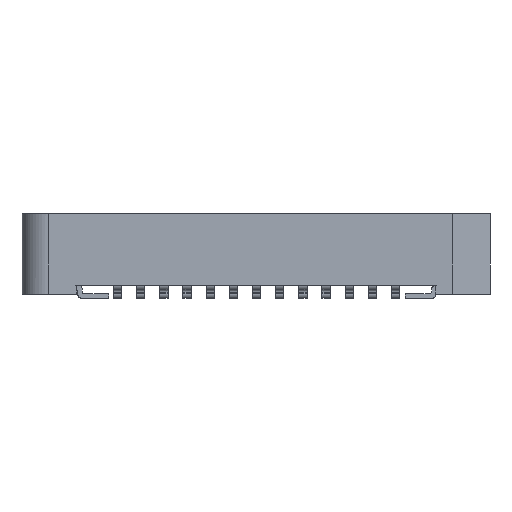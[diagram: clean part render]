
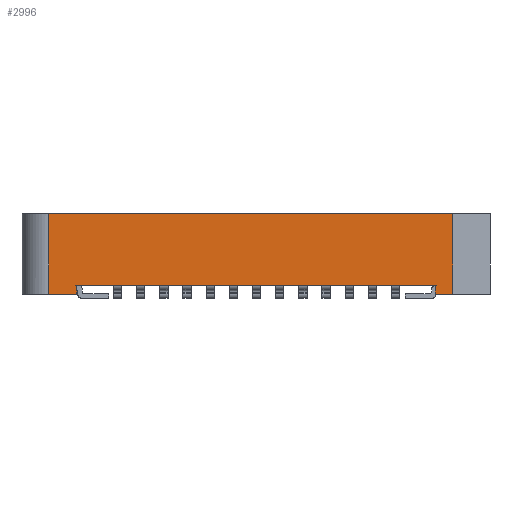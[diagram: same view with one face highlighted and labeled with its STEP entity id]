
A CAD part, front view. The second image highlights one B-rep face of the part: STEP entity #2996.
In plain terms, the highlighted planar face has unit normal (0, -1, 0).
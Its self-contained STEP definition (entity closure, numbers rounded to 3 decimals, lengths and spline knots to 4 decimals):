
#1330=PLANE('',#32813);
#2996=ADVANCED_FACE('',(#5161),#1330,.T.);
#5161=FACE_OUTER_BOUND('',#6894,.T.);
#6894=EDGE_LOOP('',(#17281,#17282,#17283,#17284,#17285,#17286,#17287,#17288));
#17281=ORIENTED_EDGE('',*,*,#25948,.T.);
#17282=ORIENTED_EDGE('',*,*,#25949,.T.);
#17283=ORIENTED_EDGE('',*,*,#25933,.T.);
#17284=ORIENTED_EDGE('',*,*,#25937,.T.);
#17285=ORIENTED_EDGE('',*,*,#25939,.T.);
#17286=ORIENTED_EDGE('',*,*,#25941,.T.);
#17287=ORIENTED_EDGE('',*,*,#25943,.T.);
#17288=ORIENTED_EDGE('',*,*,#25945,.T.);
#20745=VERTEX_POINT('',#61982);
#20746=VERTEX_POINT('',#61987);
#20747=VERTEX_POINT('',#62001);
#20748=VERTEX_POINT('',#62011);
#20749=VERTEX_POINT('',#62021);
#20750=VERTEX_POINT('',#62031);
#20751=VERTEX_POINT('',#62045);
#20752=VERTEX_POINT('',#62055);
#25933=EDGE_CURVE('',#20746,#20745,#31130,.T.);
#25937=EDGE_CURVE('',#20745,#20747,#31134,.T.);
#25939=EDGE_CURVE('',#20747,#20748,#31136,.T.);
#25941=EDGE_CURVE('',#20748,#20749,#31138,.T.);
#25943=EDGE_CURVE('',#20749,#20750,#31140,.T.);
#25945=EDGE_CURVE('',#20750,#20751,#31142,.T.);
#25948=EDGE_CURVE('',#20751,#20752,#31145,.T.);
#25949=EDGE_CURVE('',#20752,#20746,#31146,.T.);
#31130=B_SPLINE_CURVE_WITH_KNOTS('',3,(#61983,#61984,#61985,#61986),.UNSPECIFIED.,
.F.,.F.,(4,4),(0.,1.),.UNSPECIFIED.);
#31134=B_SPLINE_CURVE_WITH_KNOTS('',3,(#62002,#62003,#62004,#62005),.UNSPECIFIED.,
.F.,.F.,(4,4),(0.,1.),.UNSPECIFIED.);
#31136=B_SPLINE_CURVE_WITH_KNOTS('',3,(#62012,#62013,#62014,#62015),.UNSPECIFIED.,
.F.,.F.,(4,4),(0.,1.),.UNSPECIFIED.);
#31138=B_SPLINE_CURVE_WITH_KNOTS('',3,(#62022,#62023,#62024,#62025),.UNSPECIFIED.,
.F.,.F.,(4,4),(0.,1.),.UNSPECIFIED.);
#31140=B_SPLINE_CURVE_WITH_KNOTS('',3,(#62032,#62033,#62034,#62035),.UNSPECIFIED.,
.F.,.F.,(4,4),(0.,1.),.UNSPECIFIED.);
#31142=B_SPLINE_CURVE_WITH_KNOTS('',3,(#62041,#62042,#62043,#62044),.UNSPECIFIED.,
.F.,.F.,(4,4),(0.,1.),.UNSPECIFIED.);
#31145=B_SPLINE_CURVE_WITH_KNOTS('',3,(#62056,#62057,#62058,#62059),.UNSPECIFIED.,
.F.,.F.,(4,4),(0.,1.),.UNSPECIFIED.);
#31146=B_SPLINE_CURVE_WITH_KNOTS('',3,(#62061,#62062,#62063,#62064),.UNSPECIFIED.,
.F.,.F.,(4,4),(0.,1.),.UNSPECIFIED.);
#32813=AXIS2_PLACEMENT_3D('',#62066,#36146,#36147);
#36146=DIRECTION('',(0.,-1.,0.));
#36147=DIRECTION('',(0.,0.,-1.));
#61982=CARTESIAN_POINT('',(0.8966,0.14,0.119));
#61983=CARTESIAN_POINT('',(0.1229,0.14,0.119));
#61984=CARTESIAN_POINT('',(0.3808,0.14,0.119));
#61985=CARTESIAN_POINT('',(0.6387,0.14,0.119));
#61986=CARTESIAN_POINT('',(0.8966,0.14,0.119));
#61987=CARTESIAN_POINT('',(0.1229,0.14,0.119));
#62001=CARTESIAN_POINT('',(0.8966,0.14,0.1));
#62002=CARTESIAN_POINT('',(0.8966,0.14,0.119));
#62003=CARTESIAN_POINT('',(0.8966,0.14,0.1127));
#62004=CARTESIAN_POINT('',(0.8966,0.14,0.1063));
#62005=CARTESIAN_POINT('',(0.8966,0.14,0.1));
#62011=CARTESIAN_POINT('',(0.935,0.14,0.1));
#62012=CARTESIAN_POINT('',(0.8966,0.14,0.1));
#62013=CARTESIAN_POINT('',(0.9094,0.14,0.1));
#62014=CARTESIAN_POINT('',(0.9222,0.14,0.1));
#62015=CARTESIAN_POINT('',(0.935,0.14,0.1));
#62021=CARTESIAN_POINT('',(0.935,0.14,0.274));
#62022=CARTESIAN_POINT('',(0.935,0.14,0.1));
#62023=CARTESIAN_POINT('',(0.935,0.14,0.158));
#62024=CARTESIAN_POINT('',(0.935,0.14,0.216));
#62025=CARTESIAN_POINT('',(0.935,0.14,0.274));
#62031=CARTESIAN_POINT('',(0.0632,0.14,0.274));
#62032=CARTESIAN_POINT('',(0.935,0.14,0.274));
#62033=CARTESIAN_POINT('',(0.6444,0.14,0.274));
#62034=CARTESIAN_POINT('',(0.3538,0.14,0.274));
#62035=CARTESIAN_POINT('',(0.0632,0.14,0.274));
#62041=CARTESIAN_POINT('',(0.0632,0.14,0.274));
#62042=CARTESIAN_POINT('',(0.0632,0.14,0.216));
#62043=CARTESIAN_POINT('',(0.0632,0.14,0.158));
#62044=CARTESIAN_POINT('',(0.0632,0.14,0.1));
#62045=CARTESIAN_POINT('',(0.0632,0.14,0.1));
#62055=CARTESIAN_POINT('',(0.1229,0.14,0.1));
#62056=CARTESIAN_POINT('',(0.0632,0.14,0.1));
#62057=CARTESIAN_POINT('',(0.0831,0.14,0.1));
#62058=CARTESIAN_POINT('',(0.103,0.14,0.1));
#62059=CARTESIAN_POINT('',(0.1229,0.14,0.1));
#62061=CARTESIAN_POINT('',(0.1229,0.14,0.1));
#62062=CARTESIAN_POINT('',(0.1229,0.14,0.1063));
#62063=CARTESIAN_POINT('',(0.1229,0.14,0.1127));
#62064=CARTESIAN_POINT('',(0.1229,0.14,0.119));
#62066=CARTESIAN_POINT('',(-0.3727,0.14,0.361));
